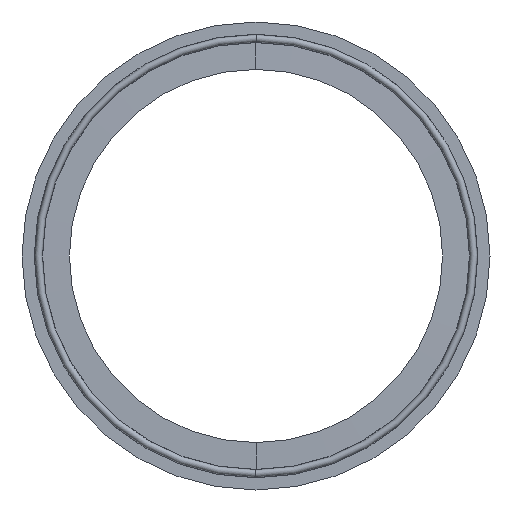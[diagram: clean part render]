
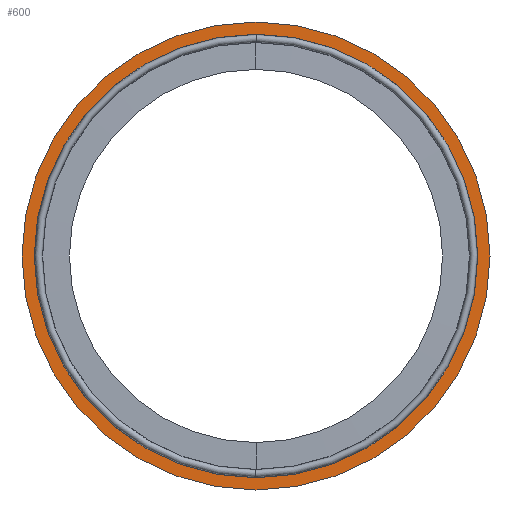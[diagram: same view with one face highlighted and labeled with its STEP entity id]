
A CAD part, left-side view. The second image highlights one B-rep face of the part: STEP entity #600.
In plain terms, the highlighted planar face has unit normal (-1, 0, 0).
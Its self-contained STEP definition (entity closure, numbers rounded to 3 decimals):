
#26 = ORIENTED_EDGE ( 'NONE', *, *, #430, .T. ) ;
#45 = VERTEX_POINT ( 'NONE', #481 ) ;
#55 = DIRECTION ( 'NONE',  ( -1., 0., 0. ) ) ;
#70 = CARTESIAN_POINT ( 'NONE',  ( -0.9, 0., 0. ) ) ;
#79 = EDGE_CURVE ( 'NONE', #217, #870, #526, .T. ) ;
#136 = EDGE_CURVE ( 'NONE', #502, #45, #276, .T. ) ;
#143 = EDGE_LOOP ( 'NONE', ( #673, #667 ) ) ;
#186 = PLANE ( 'NONE',  #881 ) ;
#187 = AXIS2_PLACEMENT_3D ( 'NONE', #212, #216, #694 ) ;
#212 = CARTESIAN_POINT ( 'NONE',  ( -0.9, 0., 0. ) ) ;
#214 = DIRECTION ( 'NONE',  ( 1., 0., 0. ) ) ;
#215 = AXIS2_PLACEMENT_3D ( 'NONE', #236, #790, #593 ) ;
#216 = DIRECTION ( 'NONE',  ( 1., 0., 0. ) ) ;
#217 = VERTEX_POINT ( 'NONE', #566 ) ;
#223 = ORIENTED_EDGE ( 'NONE', *, *, #136, .T. ) ;
#236 = CARTESIAN_POINT ( 'NONE',  ( -0.9, 0., 0. ) ) ;
#276 = CIRCLE ( 'NONE', #187, 74.4 ) ;
#289 = DIRECTION ( 'NONE',  ( 0., 0., 1. ) ) ;
#292 = CIRCLE ( 'NONE', #215, 74.4 ) ;
#324 = EDGE_LOOP ( 'NONE', ( #26, #223 ) ) ;
#332 = EDGE_CURVE ( 'NONE', #870, #217, #815, .T. ) ;
#360 = DIRECTION ( 'NONE',  ( -1., 0., 0. ) ) ;
#412 = DIRECTION ( 'NONE',  ( 0., 0., -1. ) ) ;
#430 = EDGE_CURVE ( 'NONE', #45, #502, #292, .T. ) ;
#470 = CARTESIAN_POINT ( 'NONE',  ( -0.9, 74.2, 0. ) ) ;
#481 = CARTESIAN_POINT ( 'NONE',  ( -0.9, 0., -74.4 ) ) ;
#484 = AXIS2_PLACEMENT_3D ( 'NONE', #678, #55, #550 ) ;
#502 = VERTEX_POINT ( 'NONE', #876 ) ;
#526 = CIRCLE ( 'NONE', #484, 78.5 ) ;
#548 = AXIS2_PLACEMENT_3D ( 'NONE', #70, #360, #289 ) ;
#550 = DIRECTION ( 'NONE',  ( 0., 0., 1. ) ) ;
#566 = CARTESIAN_POINT ( 'NONE',  ( -0.9, 0., 78.5 ) ) ;
#593 = DIRECTION ( 'NONE',  ( 0., 0., -1. ) ) ;
#594 = CARTESIAN_POINT ( 'NONE',  ( -0.9, 0., -78.5 ) ) ;
#600 = ADVANCED_FACE ( 'NONE', ( #677, #604 ), #186, .F. ) ;
#604 = FACE_OUTER_BOUND ( 'NONE', #143, .T. ) ;
#667 = ORIENTED_EDGE ( 'NONE', *, *, #332, .T. ) ;
#673 = ORIENTED_EDGE ( 'NONE', *, *, #79, .T. ) ;
#677 = FACE_BOUND ( 'NONE', #324, .T. ) ;
#678 = CARTESIAN_POINT ( 'NONE',  ( -0.9, 0., 0. ) ) ;
#694 = DIRECTION ( 'NONE',  ( 0., 0., -1. ) ) ;
#790 = DIRECTION ( 'NONE',  ( 1., 0., 0. ) ) ;
#815 = CIRCLE ( 'NONE', #548, 78.5 ) ;
#870 = VERTEX_POINT ( 'NONE', #594 ) ;
#876 = CARTESIAN_POINT ( 'NONE',  ( -0.9, 0., 74.4 ) ) ;
#881 = AXIS2_PLACEMENT_3D ( 'NONE', #470, #214, #412 ) ;
